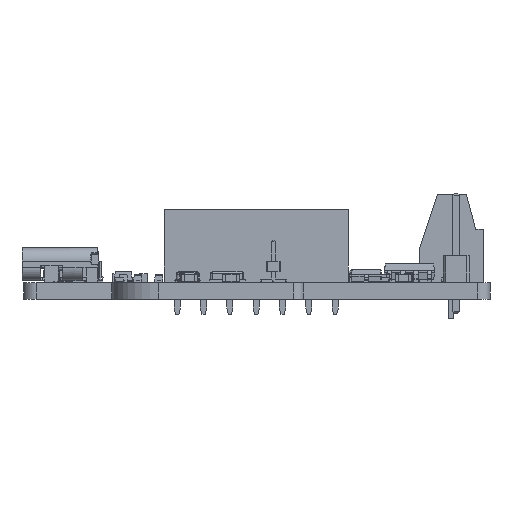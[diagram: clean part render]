
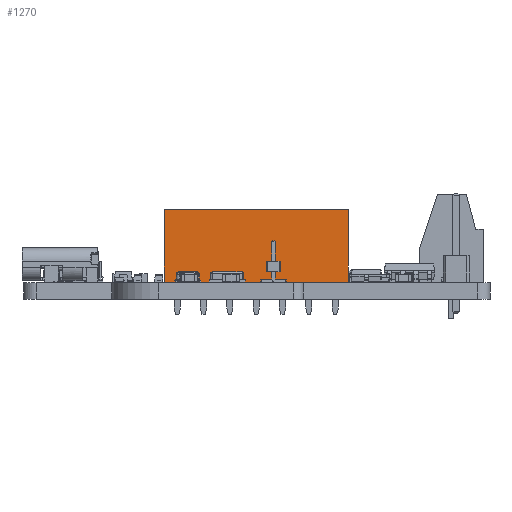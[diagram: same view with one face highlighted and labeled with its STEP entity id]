
A CAD part, left-side view. The second image highlights one B-rep face of the part: STEP entity #1270.
In plain terms, the highlighted planar face has unit normal (-1, 0, 0).
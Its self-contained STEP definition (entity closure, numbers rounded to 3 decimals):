
#347 = VERTEX_POINT('',#348);
#348 = CARTESIAN_POINT('',(-1.27,-16.51,0.));
#356 = EDGE_CURVE('',#347,#357,#359,.T.);
#357 = VERTEX_POINT('',#358);
#358 = CARTESIAN_POINT('',(-1.27,-16.51,7.));
#359 = LINE('',#360,#361);
#360 = CARTESIAN_POINT('',(-1.27,-16.51,0.));
#361 = VECTOR('',#362,1.);
#362 = DIRECTION('',(0.,0.,1.));
#419 = VERTEX_POINT('',#420);
#420 = CARTESIAN_POINT('',(-1.27,1.27,7.));
#426 = EDGE_CURVE('',#427,#419,#429,.T.);
#427 = VERTEX_POINT('',#428);
#428 = CARTESIAN_POINT('',(-1.27,1.27,0.));
#429 = LINE('',#430,#431);
#430 = CARTESIAN_POINT('',(-1.27,1.27,0.));
#431 = VECTOR('',#432,1.);
#432 = DIRECTION('',(0.,0.,1.));
#491 = EDGE_CURVE('',#419,#357,#492,.T.);
#492 = LINE('',#493,#494);
#493 = CARTESIAN_POINT('',(-1.27,1.27,7.));
#494 = VECTOR('',#495,1.);
#495 = DIRECTION('',(0.,-1.,0.));
#751 = EDGE_CURVE('',#427,#347,#752,.T.);
#752 = LINE('',#753,#754);
#753 = CARTESIAN_POINT('',(-1.27,1.27,0.));
#754 = VECTOR('',#755,1.);
#755 = DIRECTION('',(0.,-1.,0.));
#1270 = ADVANCED_FACE('',(#1271),#1277,.F.);
#1271 = FACE_BOUND('',#1272,.F.);
#1272 = EDGE_LOOP('',(#1273,#1274,#1275,#1276));
#1273 = ORIENTED_EDGE('',*,*,#426,.T.);
#1274 = ORIENTED_EDGE('',*,*,#491,.T.);
#1275 = ORIENTED_EDGE('',*,*,#356,.F.);
#1276 = ORIENTED_EDGE('',*,*,#751,.F.);
#1277 = PLANE('',#1278);
#1278 = AXIS2_PLACEMENT_3D('',#1279,#1280,#1281);
#1279 = CARTESIAN_POINT('',(-1.27,1.27,0.));
#1280 = DIRECTION('',(1.,0.,0.));
#1281 = DIRECTION('',(0.,-1.,0.));
